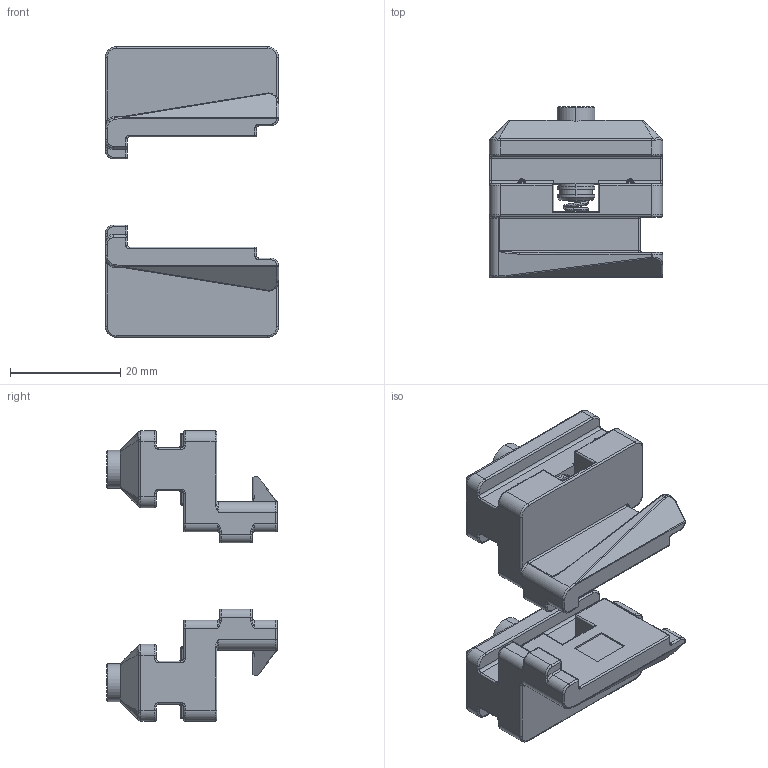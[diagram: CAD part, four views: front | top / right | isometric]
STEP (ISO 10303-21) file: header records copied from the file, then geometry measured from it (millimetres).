
FILE_DESCRIPTION(('STEP AP214'),'1');
FILE_NAME('fath_093084s01.stp','2017-09-22T10:50:16',('TraceParts'),('TraceParts S.A.'),'Spatial InterOp 3D',' ',' ');
FILE_SCHEMA(('automotive_design'));
Length unit declared in the file: millimetre
Products named in the file (6): fath_093084s01_1; fath_093084s01_2; fath_093084s01_3; fath_093084s01_4; fath_093084s01_5; fath_093084s01_6
Bounding box: 31.5 x 31 x 52.8 mm (x, y, z)
Volume: 13986.3 mm3; surface area: 10545.7 mm2
Topology: 6 solids, 6 shells, 721 faces, 1703 edges, 986 vertices
Faces by surface type: cylinder 286, bspline 223, plane 180, cone 32
Entity records: 38925 total; most frequent: CARTESIAN_POINT 17941, ORIENTED_EDGE 3370, DIRECTION 2944, EDGE_CURVE 1685, AXIS2_PLACEMENT_3D 1113, VERTEX_POINT 986, EDGE_LOOP 747, STYLED_ITEM 727
